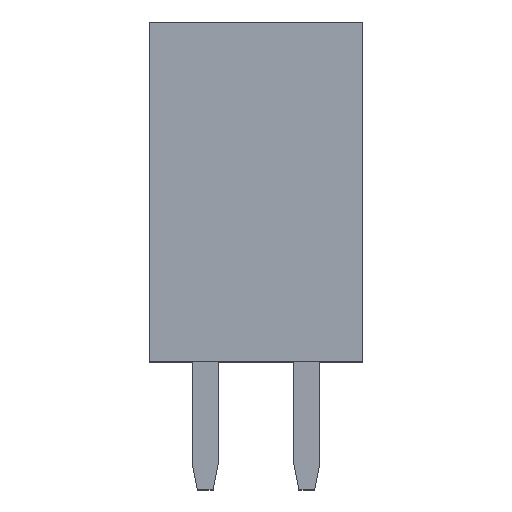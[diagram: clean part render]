
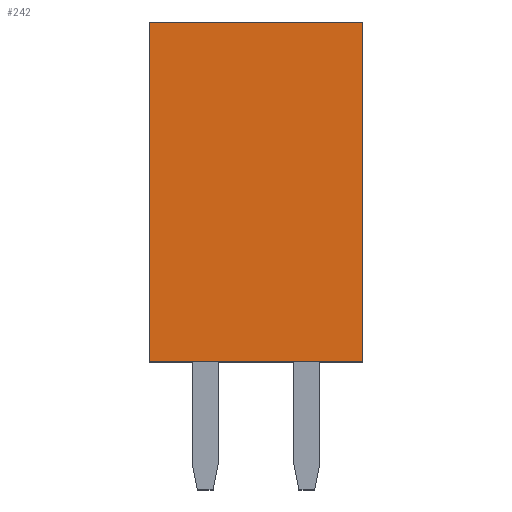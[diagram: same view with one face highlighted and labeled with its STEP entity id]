
A CAD part, top view. The second image highlights one B-rep face of the part: STEP entity #242.
In plain terms, the highlighted planar face has unit normal (0, 0, 1).
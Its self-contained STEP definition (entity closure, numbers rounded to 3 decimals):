
#242=ADVANCED_FACE('',(#507),#508,.T.);
#507=FACE_OUTER_BOUND('',#786,.T.);
#508=PLANE('',#787);
#786=EDGE_LOOP('',(#1485,#1486,#1487,#1488));
#787=AXIS2_PLACEMENT_3D('',#1489,#1490,#1491);
#1485=ORIENTED_EDGE('',*,*,#1879,.T.);
#1486=ORIENTED_EDGE('',*,*,#1983,.F.);
#1487=ORIENTED_EDGE('',*,*,#1888,.F.);
#1488=ORIENTED_EDGE('',*,*,#1998,.T.);
#1489=CARTESIAN_POINT('',(-2.665,4.25,1.25));
#1490=DIRECTION('',(0.,0.0,1.0));
#1491=DIRECTION('',(0.0,-1.0,0.0));
#1879=EDGE_CURVE('',#2332,#2329,#2333,.T.);
#1888=EDGE_CURVE('',#2347,#2348,#2349,.T.);
#1983=EDGE_CURVE('',#2348,#2329,#2473,.T.);
#1998=EDGE_CURVE('',#2347,#2332,#2490,.T.);
#2329=VERTEX_POINT('',#2952);
#2332=VERTEX_POINT('',#2956);
#2333=LINE('',#2957,#2958);
#2347=VERTEX_POINT('',#2978);
#2348=VERTEX_POINT('',#2979);
#2349=LINE('',#2980,#2981);
#2473=LINE('',#3169,#3170);
#2490=LINE('',#3196,#3197);
#2952=CARTESIAN_POINT('',(2.665,8.5,1.25));
#2956=CARTESIAN_POINT('',(2.665,0.0,1.25));
#2957=CARTESIAN_POINT('',(2.665,0.0,1.25));
#2958=VECTOR('',#3420,1.0);
#2978=CARTESIAN_POINT('',(-2.665,0.0,1.25));
#2979=CARTESIAN_POINT('',(-2.665,8.5,1.25));
#2980=CARTESIAN_POINT('',(-2.665,0.0,1.25));
#2981=VECTOR('',#3430,1.0);
#3169=CARTESIAN_POINT('',(-2.665,8.5,1.25));
#3170=VECTOR('',#3510,1.0);
#3196=CARTESIAN_POINT('',(-2.665,0.0,1.25));
#3197=VECTOR('',#3520,1.0);
#3420=DIRECTION('',(0.0,1.0,0.0));
#3430=DIRECTION('',(0.0,1.0,0.0));
#3510=DIRECTION('',(1.0,0.0,0.));
#3520=DIRECTION('',(1.0,0.0,0.));
